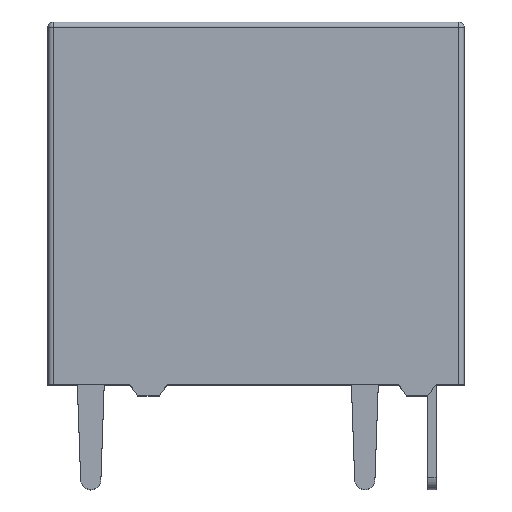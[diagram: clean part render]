
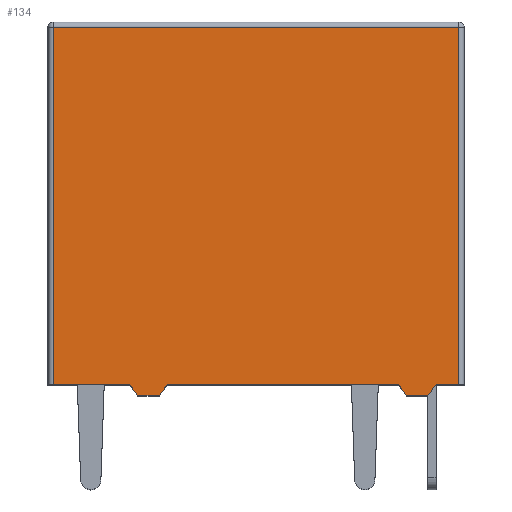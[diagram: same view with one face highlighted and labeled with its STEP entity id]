
A CAD part, top view. The second image highlights one B-rep face of the part: STEP entity #134.
In plain terms, the highlighted planar face has unit normal (0, 0, 1).
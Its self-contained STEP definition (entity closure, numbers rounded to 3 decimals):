
#22 = CARTESIAN_POINT ( 'NONE',  ( 5.3, 0.4, 6. ) ) ;
#31 = ORIENTED_EDGE ( 'NONE', *, *, #1535, .F. ) ;
#32 = VERTEX_POINT ( 'NONE', #22 ) ;
#43 = VERTEX_POINT ( 'NONE', #582 ) ;
#61 = VERTEX_POINT ( 'NONE', #1233 ) ;
#74 = EDGE_CURVE ( 'NONE', #972, #1722, #1859, .T. ) ;
#102 = VECTOR ( 'NONE', #1291, 1000. ) ;
#125 = DIRECTION ( 'NONE',  ( 0., 1., 0. ) ) ;
#134 = ADVANCED_FACE ( 'NONE', ( #452 ), #1616, .F. ) ;
#139 = EDGE_CURVE ( 'NONE', #32, #1110, #2342, .T. ) ;
#158 = CARTESIAN_POINT ( 'NONE',  ( -4.7, 0.4, 6. ) ) ;
#160 = ORIENTED_EDGE ( 'NONE', *, *, #74, .F. ) ;
#196 = CARTESIAN_POINT ( 'NONE',  ( -7.55, 13.7, 6. ) ) ;
#210 = VECTOR ( 'NONE', #2259, 1000. ) ;
#255 = DIRECTION ( 'NONE',  ( 0., 0., -1. ) ) ;
#303 = DIRECTION ( 'NONE',  ( -1., 0., 0. ) ) ;
#310 = CARTESIAN_POINT ( 'NONE',  ( -3.3, 0.4, 6. ) ) ;
#339 = DIRECTION ( 'NONE',  ( -1., 0., 0. ) ) ;
#366 = EDGE_CURVE ( 'NONE', #2031, #967, #483, .T. ) ;
#422 = CARTESIAN_POINT ( 'NONE',  ( 7.75, 0.4, 6. ) ) ;
#451 = VECTOR ( 'NONE', #1723, 1000. ) ;
#452 = FACE_OUTER_BOUND ( 'NONE', #1879, .T. ) ;
#463 = DIRECTION ( 'NONE',  ( -1., 0., 0. ) ) ;
#478 = CARTESIAN_POINT ( 'NONE',  ( -4.4, 0., 6. ) ) ;
#480 = VECTOR ( 'NONE', #339, 1000. ) ;
#483 = LINE ( 'NONE', #1076, #2467 ) ;
#499 = ORIENTED_EDGE ( 'NONE', *, *, #1618, .F. ) ;
#535 = ORIENTED_EDGE ( 'NONE', *, *, #1777, .F. ) ;
#582 = CARTESIAN_POINT ( 'NONE',  ( 7.55, 13.7, 6. ) ) ;
#603 = ORIENTED_EDGE ( 'NONE', *, *, #139, .F. ) ;
#608 = DIRECTION ( 'NONE',  ( -1., 0., 0. ) ) ;
#644 = CARTESIAN_POINT ( 'NONE',  ( -3.6, 0., 6. ) ) ;
#658 = DIRECTION ( 'NONE',  ( -0.6, -0.8, 0. ) ) ;
#723 = CARTESIAN_POINT ( 'NONE',  ( 7.55, 0., 6. ) ) ;
#731 = EDGE_CURVE ( 'NONE', #2260, #880, #2065, .T. ) ;
#880 = VERTEX_POINT ( 'NONE', #478 ) ;
#930 = CARTESIAN_POINT ( 'NONE',  ( 7.75, 0.4, 6. ) ) ;
#932 = DIRECTION ( 'NONE',  ( 0., -1., 0. ) ) ;
#933 = EDGE_CURVE ( 'NONE', #1489, #43, #1773, .T. ) ;
#935 = EDGE_CURVE ( 'NONE', #1722, #32, #1186, .T. ) ;
#967 = VERTEX_POINT ( 'NONE', #2116 ) ;
#972 = VERTEX_POINT ( 'NONE', #1118 ) ;
#994 = DIRECTION ( 'NONE',  ( -0.6, 0.8, 0. ) ) ;
#1033 = VERTEX_POINT ( 'NONE', #158 ) ;
#1071 = CARTESIAN_POINT ( 'NONE',  ( 6.7, 0.4, 6. ) ) ;
#1076 = CARTESIAN_POINT ( 'NONE',  ( -7.55, 0., 6. ) ) ;
#1110 = VERTEX_POINT ( 'NONE', #2198 ) ;
#1118 = CARTESIAN_POINT ( 'NONE',  ( 6.4, 0., 6. ) ) ;
#1144 = CARTESIAN_POINT ( 'NONE',  ( 5.6, 0., 6. ) ) ;
#1186 = LINE ( 'NONE', #2313, #102 ) ;
#1203 = EDGE_CURVE ( 'NONE', #880, #1033, #2075, .T. ) ;
#1211 = DIRECTION ( 'NONE',  ( -1., 0., 0. ) ) ;
#1233 = CARTESIAN_POINT ( 'NONE',  ( 6.7, 0.4, 6. ) ) ;
#1255 = VECTOR ( 'NONE', #994, 1000. ) ;
#1291 = DIRECTION ( 'NONE',  ( -0.6, 0.8, 0. ) ) ;
#1323 = ORIENTED_EDGE ( 'NONE', *, *, #935, .F. ) ;
#1327 = ORIENTED_EDGE ( 'NONE', *, *, #731, .F. ) ;
#1475 = EDGE_CURVE ( 'NONE', #43, #2031, #2311, .T. ) ;
#1486 = CARTESIAN_POINT ( 'NONE',  ( 0., 13.7, 6. ) ) ;
#1489 = VERTEX_POINT ( 'NONE', #1877 ) ;
#1499 = ORIENTED_EDGE ( 'NONE', *, *, #2391, .F. ) ;
#1507 = ORIENTED_EDGE ( 'NONE', *, *, #1203, .F. ) ;
#1535 = EDGE_CURVE ( 'NONE', #1110, #2260, #1721, .T. ) ;
#1583 = CARTESIAN_POINT ( 'NONE',  ( 6.4, 0., 6. ) ) ;
#1594 = ORIENTED_EDGE ( 'NONE', *, *, #1475, .T. ) ;
#1616 = PLANE ( 'NONE',  #2139 ) ;
#1618 = EDGE_CURVE ( 'NONE', #1489, #61, #2008, .T. ) ;
#1721 = LINE ( 'NONE', #310, #451 ) ;
#1722 = VERTEX_POINT ( 'NONE', #1144 ) ;
#1723 = DIRECTION ( 'NONE',  ( -0.6, -0.8, 0. ) ) ;
#1773 = LINE ( 'NONE', #723, #1968 ) ;
#1777 = EDGE_CURVE ( 'NONE', #1033, #967, #2371, .T. ) ;
#1780 = VECTOR ( 'NONE', #1211, 1000. ) ;
#1798 = CARTESIAN_POINT ( 'NONE',  ( -4.7, 0.4, 6. ) ) ;
#1845 = LINE ( 'NONE', #1071, #1913 ) ;
#1853 = VECTOR ( 'NONE', #2394, 1000. ) ;
#1859 = LINE ( 'NONE', #1583, #2163 ) ;
#1865 = CARTESIAN_POINT ( 'NONE',  ( 7.75, 0.4, 6. ) ) ;
#1877 = CARTESIAN_POINT ( 'NONE',  ( 7.55, 0.4, 6. ) ) ;
#1879 = EDGE_LOOP ( 'NONE', ( #1594, #1939, #535, #1507, #1327, #31, #603, #1323, #160, #1499, #499, #1991 ) ) ;
#1913 = VECTOR ( 'NONE', #658, 1000. ) ;
#1939 = ORIENTED_EDGE ( 'NONE', *, *, #366, .T. ) ;
#1968 = VECTOR ( 'NONE', #125, 1000. ) ;
#1991 = ORIENTED_EDGE ( 'NONE', *, *, #933, .T. ) ;
#2008 = LINE ( 'NONE', #930, #480 ) ;
#2024 = CARTESIAN_POINT ( 'NONE',  ( 0., 0., 6. ) ) ;
#2031 = VERTEX_POINT ( 'NONE', #196 ) ;
#2065 = LINE ( 'NONE', #2200, #1780 ) ;
#2075 = LINE ( 'NONE', #1798, #1255 ) ;
#2116 = CARTESIAN_POINT ( 'NONE',  ( -7.55, 0.4, 6. ) ) ;
#2139 = AXIS2_PLACEMENT_3D ( 'NONE', #2024, #255, #463 ) ;
#2163 = VECTOR ( 'NONE', #608, 1000. ) ;
#2198 = CARTESIAN_POINT ( 'NONE',  ( -3.3, 0.4, 6. ) ) ;
#2200 = CARTESIAN_POINT ( 'NONE',  ( -3.6, 0., 6. ) ) ;
#2259 = DIRECTION ( 'NONE',  ( -1., 0., 0. ) ) ;
#2260 = VERTEX_POINT ( 'NONE', #644 ) ;
#2311 = LINE ( 'NONE', #1486, #2533 ) ;
#2313 = CARTESIAN_POINT ( 'NONE',  ( 5.3, 0.4, 6. ) ) ;
#2342 = LINE ( 'NONE', #1865, #210 ) ;
#2371 = LINE ( 'NONE', #422, #1853 ) ;
#2391 = EDGE_CURVE ( 'NONE', #61, #972, #1845, .T. ) ;
#2394 = DIRECTION ( 'NONE',  ( -1., 0., 0. ) ) ;
#2467 = VECTOR ( 'NONE', #932, 1000. ) ;
#2533 = VECTOR ( 'NONE', #303, 1000. ) ;
